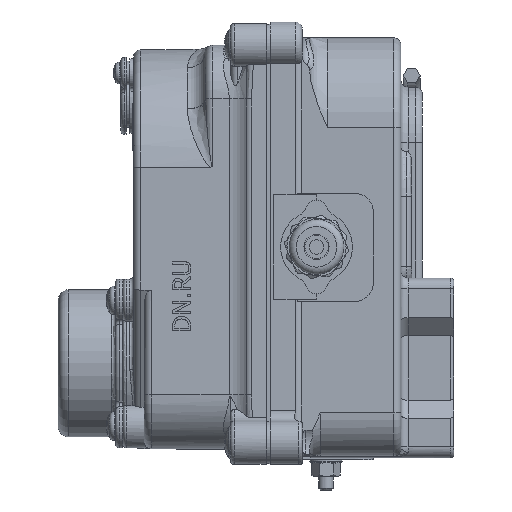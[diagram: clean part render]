
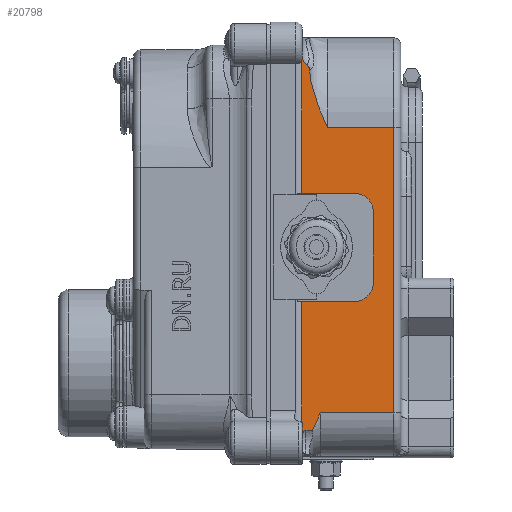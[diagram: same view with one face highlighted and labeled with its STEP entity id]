
A CAD part, left-side view. The second image highlights one B-rep face of the part: STEP entity #20798.
In plain terms, the highlighted planar face has unit normal (-1, 0, 0).
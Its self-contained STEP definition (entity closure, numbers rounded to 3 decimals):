
#1285=CIRCLE('',#22445,5.);
#1286=CIRCLE('',#22448,5.);
#3611=FACE_OUTER_BOUND('',#4826,.T.);
#4826=EDGE_LOOP('',(#17817,#17818,#17819,#17820,#17821,#17822,#17823,#17824,
#17825,#17826,#17827,#17828,#17829,#17830,#17831,#17832,#17833,#17834,#17835));
#6003=LINE('',#37241,#7400);
#6004=LINE('',#37302,#7401);
#6005=LINE('',#37329,#7402);
#6007=LINE('',#37369,#7404);
#6082=LINE('',#38375,#7479);
#6150=LINE('',#38893,#7547);
#6152=LINE('',#38901,#7549);
#6176=LINE('',#39128,#7573);
#6225=LINE('',#39797,#7622);
#6226=LINE('',#39802,#7623);
#6227=LINE('',#39803,#7624);
#7400=VECTOR('',#25770,10.);
#7401=VECTOR('',#25795,10.);
#7402=VECTOR('',#25798,10.);
#7404=VECTOR('',#25820,10.);
#7479=VECTOR('',#26133,10.);
#7547=VECTOR('',#26353,10.);
#7549=VECTOR('',#26363,10.);
#7573=VECTOR('',#26463,10.);
#7622=VECTOR('',#26706,2.);
#7623=VECTOR('',#26715,10.);
#7624=VECTOR('',#26716,2.);
#8407=B_SPLINE_CURVE_WITH_KNOTS('',3,(#37208,#37209,#37210,#37211,#37212,
#37213,#37214,#37215,#37216,#37217),.UNSPECIFIED.,.F.,.F.,(4,2,2,2,4),(-0.371,
-0.355,-0.336,-0.284,-0.101),
 .UNSPECIFIED.);
#8416=B_SPLINE_CURVE_WITH_KNOTS('',3,(#37356,#37357,#37358,#37359),
 .UNSPECIFIED.,.F.,.F.,(4,4),(0.,0.496),.UNSPECIFIED.);
#8422=B_SPLINE_CURVE_WITH_KNOTS('',3,(#37837,#37838,#37839,#37840,#37841,
#37842,#37843,#37844),.UNSPECIFIED.,.F.,.F.,(4,2,2,4),(0.,0.078,
0.144,0.209),.UNSPECIFIED.);
#8431=B_SPLINE_CURVE_WITH_KNOTS('',3,(#37937,#37938,#37939,#37940),
 .UNSPECIFIED.,.F.,.F.,(4,4),(3.656,5.262),
 .UNSPECIFIED.);
#8444=B_SPLINE_CURVE_WITH_KNOTS('',3,(#38235,#38236,#38237,#38238,#38239,
#38240,#38241,#38242),.UNSPECIFIED.,.F.,.F.,(4,2,2,4),(0.922,
1.001,1.076,1.125),.UNSPECIFIED.);
#8450=B_SPLINE_CURVE_WITH_KNOTS('',3,(#38347,#38348,#38349,#38350),
 .UNSPECIFIED.,.F.,.F.,(4,4),(0.922,0.987),
 .UNSPECIFIED.);
#9787=VERTEX_POINT('',#37205);
#9788=VERTEX_POINT('',#37207);
#9790=VERTEX_POINT('',#37222);
#9800=VERTEX_POINT('',#37299);
#9801=VERTEX_POINT('',#37301);
#9806=VERTEX_POINT('',#37354);
#9808=VERTEX_POINT('',#37367);
#9894=VERTEX_POINT('',#37680);
#9897=VERTEX_POINT('',#37836);
#9911=VERTEX_POINT('',#37936);
#9923=VERTEX_POINT('',#38233);
#9933=VERTEX_POINT('',#38332);
#9934=VERTEX_POINT('',#38374);
#10041=VERTEX_POINT('',#38885);
#10042=VERTEX_POINT('',#38887);
#10043=VERTEX_POINT('',#38891);
#10044=VERTEX_POINT('',#38895);
#10045=VERTEX_POINT('',#38899);
#10142=VERTEX_POINT('',#39795);
#12301=EDGE_CURVE('',#9788,#9787,#8407,.F.);
#12305=EDGE_CURVE('',#9787,#9790,#6003,.T.);
#12318=EDGE_CURVE('',#9801,#9800,#6004,.T.);
#12321=EDGE_CURVE('',#9788,#9800,#6005,.T.);
#12329=EDGE_CURVE('',#9806,#9790,#8416,.T.);
#12333=EDGE_CURVE('',#9806,#9808,#6007,.T.);
#12454=EDGE_CURVE('',#9897,#9894,#8422,.T.);
#12471=EDGE_CURVE('',#9894,#9911,#8431,.T.);
#12494=EDGE_CURVE('',#9923,#9897,#8444,.T.);
#12512=EDGE_CURVE('',#9923,#9933,#8450,.T.);
#12514=EDGE_CURVE('',#9911,#9934,#6082,.T.);
#12660=EDGE_CURVE('',#10041,#10042,#1285,.F.);
#12663=EDGE_CURVE('',#10041,#10043,#6150,.T.);
#12665=EDGE_CURVE('',#10044,#10043,#1286,.F.);
#12667=EDGE_CURVE('',#10044,#10045,#6152,.T.);
#12719=EDGE_CURVE('',#9934,#9808,#6176,.T.);
#12842=EDGE_CURVE('',#10142,#9933,#6225,.T.);
#12845=EDGE_CURVE('',#10142,#10042,#6226,.T.);
#12846=EDGE_CURVE('',#9801,#10045,#6227,.T.);
#17817=ORIENTED_EDGE('',*,*,#12454,.F.);
#17818=ORIENTED_EDGE('',*,*,#12494,.F.);
#17819=ORIENTED_EDGE('',*,*,#12512,.T.);
#17820=ORIENTED_EDGE('',*,*,#12842,.F.);
#17821=ORIENTED_EDGE('',*,*,#12845,.T.);
#17822=ORIENTED_EDGE('',*,*,#12660,.F.);
#17823=ORIENTED_EDGE('',*,*,#12663,.T.);
#17824=ORIENTED_EDGE('',*,*,#12665,.F.);
#17825=ORIENTED_EDGE('',*,*,#12667,.T.);
#17826=ORIENTED_EDGE('',*,*,#12846,.F.);
#17827=ORIENTED_EDGE('',*,*,#12318,.T.);
#17828=ORIENTED_EDGE('',*,*,#12321,.F.);
#17829=ORIENTED_EDGE('',*,*,#12301,.T.);
#17830=ORIENTED_EDGE('',*,*,#12305,.T.);
#17831=ORIENTED_EDGE('',*,*,#12329,.F.);
#17832=ORIENTED_EDGE('',*,*,#12333,.T.);
#17833=ORIENTED_EDGE('',*,*,#12719,.F.);
#17834=ORIENTED_EDGE('',*,*,#12514,.F.);
#17835=ORIENTED_EDGE('',*,*,#12471,.F.);
#19803=PLANE('',#22589);
#20798=ADVANCED_FACE('',(#3611),#19803,.T.);
#22445=AXIS2_PLACEMENT_3D('',#38888,#26347,#26348);
#22448=AXIS2_PLACEMENT_3D('',#38897,#26357,#26358);
#22589=AXIS2_PLACEMENT_3D('',#39801,#26713,#26714);
#25770=DIRECTION('',(0.,-1.,0.));
#25795=DIRECTION('',(0.,-1.,0.));
#25798=DIRECTION('',(0.,0.,1.));
#25820=DIRECTION('',(0.,-1.,0.));
#26133=DIRECTION('',(0.,-1.,0.));
#26347=DIRECTION('center_axis',(1.,0.,0.));
#26348=DIRECTION('ref_axis',(0.,-0.707,0.707));
#26353=DIRECTION('',(0.,0.,-1.));
#26357=DIRECTION('center_axis',(1.,0.,0.));
#26358=DIRECTION('ref_axis',(0.,-0.707,-0.707));
#26363=DIRECTION('',(0.,1.,0.));
#26463=DIRECTION('',(0.,0.,-1.));
#26706=DIRECTION('',(0.,0.,1.));
#26713=DIRECTION('center_axis',(-1.,0.,0.));
#26714=DIRECTION('ref_axis',(0.,0.,-1.));
#26715=DIRECTION('',(0.,-1.,0.));
#26716=DIRECTION('',(0.,0.,1.));
#37205=CARTESIAN_POINT('',(-38.618,-3.,-51.012));
#37207=CARTESIAN_POINT('',(-38.618,-2.,-53.419));
#37208=CARTESIAN_POINT('Ctrl Pts',(-38.618,-3.,-51.012));
#37209=CARTESIAN_POINT('Ctrl Pts',(-38.618,-2.944,
-51.012));
#37210=CARTESIAN_POINT('Ctrl Pts',(-38.618,-2.878,
-51.022));
#37211=CARTESIAN_POINT('Ctrl Pts',(-38.618,-2.766,
-51.057));
#37212=CARTESIAN_POINT('Ctrl Pts',(-38.618,-2.699,
-51.089));
#37213=CARTESIAN_POINT('Ctrl Pts',(-38.618,-2.501,
-51.221));
#37214=CARTESIAN_POINT('Ctrl Pts',(-38.618,-2.374,
-51.388));
#37215=CARTESIAN_POINT('Ctrl Pts',(-38.618,-2.014,
-52.083));
#37216=CARTESIAN_POINT('Ctrl Pts',(-38.618,-2.,-52.812));
#37217=CARTESIAN_POINT('Ctrl Pts',(-38.618,-2.,-53.419));
#37222=CARTESIAN_POINT('',(-38.618,-4.837,-51.012));
#37241=CARTESIAN_POINT('',(-38.618,-2.,-51.012));
#37299=CARTESIAN_POINT('',(-38.618,-2.,-51.012));
#37301=CARTESIAN_POINT('',(-38.618,-1.89,-51.012));
#37302=CARTESIAN_POINT('',(-38.618,0.,-51.012));
#37329=CARTESIAN_POINT('',(-38.618,-2.,25.908));
#37354=CARTESIAN_POINT('',(-38.618,-7.,-46.22));
#37356=CARTESIAN_POINT('Ctrl Pts',(-38.618,-7.,-46.22));
#37357=CARTESIAN_POINT('Ctrl Pts',(-38.618,-6.261,
-47.699));
#37358=CARTESIAN_POINT('Ctrl Pts',(-38.618,-5.434,
-49.336));
#37359=CARTESIAN_POINT('Ctrl Pts',(-38.618,-4.837,
-51.012));
#37367=CARTESIAN_POINT('',(-38.618,-27.45,-46.22));
#37369=CARTESIAN_POINT('',(-38.618,-4.,-46.22));
#37680=CARTESIAN_POINT('',(-38.618,-4.008,49.302));
#37836=CARTESIAN_POINT('',(-38.618,-3.,51.025));
#37837=CARTESIAN_POINT('Ctrl Pts',(-38.618,-3.,
51.025));
#37838=CARTESIAN_POINT('Ctrl Pts',(-38.618,-3.223,
50.894));
#37839=CARTESIAN_POINT('Ctrl Pts',(-38.618,-3.418,
50.72));
#37840=CARTESIAN_POINT('Ctrl Pts',(-38.618,-3.71,
50.34));
#37841=CARTESIAN_POINT('Ctrl Pts',(-38.618,-3.815,
50.145));
#37842=CARTESIAN_POINT('Ctrl Pts',(-38.618,-3.961,
49.733));
#37843=CARTESIAN_POINT('Ctrl Pts',(-38.618,-4.001,49.518));
#37844=CARTESIAN_POINT('Ctrl Pts',(-38.618,-4.008,
49.302));
#37936=CARTESIAN_POINT('',(-38.618,-9.,33.22));
#37937=CARTESIAN_POINT('Ctrl Pts',(-38.618,-4.008,
49.302));
#37938=CARTESIAN_POINT('Ctrl Pts',(-38.618,-4.167,
43.921));
#37939=CARTESIAN_POINT('Ctrl Pts',(-38.618,-6.815,38.106));
#37940=CARTESIAN_POINT('Ctrl Pts',(-38.618,-9.,33.22));
#38233=CARTESIAN_POINT('',(-38.618,-2.,52.816));
#38235=CARTESIAN_POINT('Ctrl Pts',(-38.618,-2.,52.816));
#38236=CARTESIAN_POINT('Ctrl Pts',(-38.618,-2.,52.555));
#38237=CARTESIAN_POINT('Ctrl Pts',(-38.618,-2.059,
52.249));
#38238=CARTESIAN_POINT('Ctrl Pts',(-38.618,-2.252,
51.774));
#38239=CARTESIAN_POINT('Ctrl Pts',(-38.618,-2.418,
51.521));
#38240=CARTESIAN_POINT('Ctrl Pts',(-38.618,-2.708,
51.227));
#38241=CARTESIAN_POINT('Ctrl Pts',(-38.618,-2.85,
51.114));
#38242=CARTESIAN_POINT('Ctrl Pts',(-38.618,-3.,
51.025));
#38332=CARTESIAN_POINT('',(-38.618,-1.89,52.135));
#38347=CARTESIAN_POINT('Ctrl Pts',(-38.618,-2.,52.816));
#38348=CARTESIAN_POINT('Ctrl Pts',(-38.618,-2.,52.6));
#38349=CARTESIAN_POINT('Ctrl Pts',(-38.618,-1.962,
52.351));
#38350=CARTESIAN_POINT('Ctrl Pts',(-38.618,-1.89,
52.135));
#38374=CARTESIAN_POINT('',(-38.618,-27.45,33.22));
#38375=CARTESIAN_POINT('',(-38.618,-4.,33.22));
#38885=CARTESIAN_POINT('',(-38.618,-21.75,9.87));
#38887=CARTESIAN_POINT('',(-38.618,-16.75,14.87));
#38888=CARTESIAN_POINT('Origin',(-38.618,-16.75,9.87));
#38891=CARTESIAN_POINT('',(-38.618,-21.75,-10.13));
#38893=CARTESIAN_POINT('',(-38.618,-21.75,25.311));
#38895=CARTESIAN_POINT('',(-38.618,-16.75,-15.13));
#38897=CARTESIAN_POINT('Origin',(-38.618,-16.75,-10.13));
#38899=CARTESIAN_POINT('',(-38.618,-1.89,-15.13));
#38901=CARTESIAN_POINT('',(-38.618,0.,-15.13));
#39128=CARTESIAN_POINT('',(-38.618,-27.45,25.376));
#39795=CARTESIAN_POINT('',(-38.618,-1.89,14.87));
#39797=CARTESIAN_POINT('',(-38.618,-1.89,-60.5));
#39801=CARTESIAN_POINT('Origin',(-38.618,0.,50.752));
#39802=CARTESIAN_POINT('',(-38.618,0.,14.87));
#39803=CARTESIAN_POINT('',(-38.618,-1.89,-60.5));
